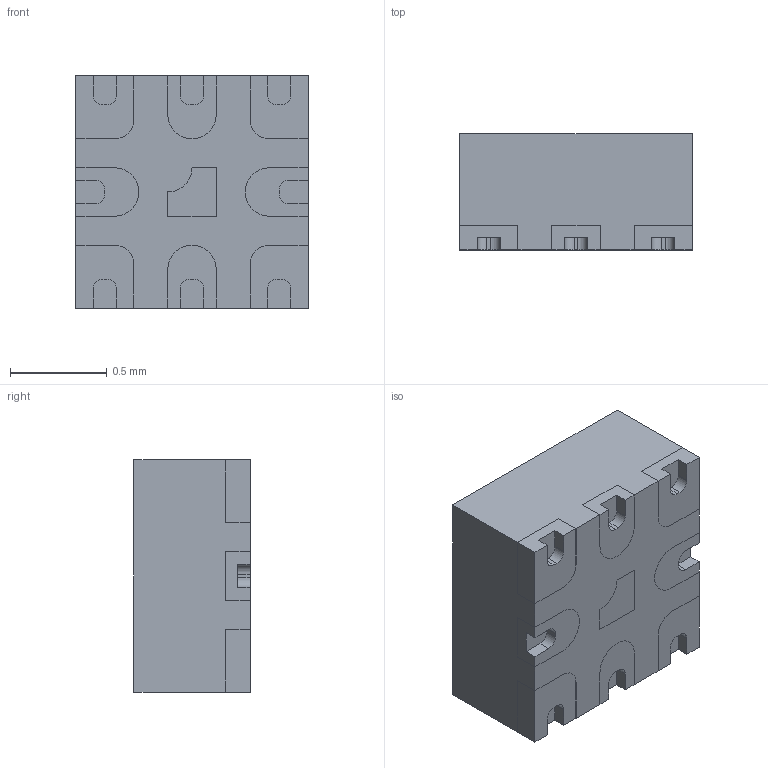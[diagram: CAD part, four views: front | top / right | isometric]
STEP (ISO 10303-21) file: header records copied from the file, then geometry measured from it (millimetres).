
FILE_DESCRIPTION(/* description */ ('Unknown'),/* implementation_level */ '2;1');
FILE_NAME(/* name */ 'FC-QFN1212-9',/* time_stamp */ '2024-01-05T13:21:34+08:00',/* author */ ('Unknown'),/* organization */ ('Unknown'),/* preprocessor_version */ 'ST-DEVELOPER v18.102',/* originating_system */ 'Solid Edge',/* authorisation */ 'Unknown');
FILE_SCHEMA (('AUTOMOTIVE_DESIGN {1 0 10303 214 3 1 1}'));
Length unit declared in the file: millimetre
Products named in the file (3): FC-QFN1212-9; COM; LDF
Assembly tree (2 placements, depth 2):
  FC-QFN1212-9
    COM
    LDF
Bounding box: 1.2 x 0.6 x 1.2 mm (x, y, z)
Volume: 0.9 mm3; surface area: 9 mm2
Topology: 10 solids, 10 shells, 151 faces, 390 edges, 260 vertices
Faces by surface type: plane 117, cylinder 34
Entity records: 5333 total; most frequent: CARTESIAN_POINT 804, ORIENTED_EDGE 780, DIRECTION 766, EDGE_CURVE 390, LINE 322, VECTOR 322, VERTEX_POINT 260, AXIS2_PLACEMENT_3D 222
